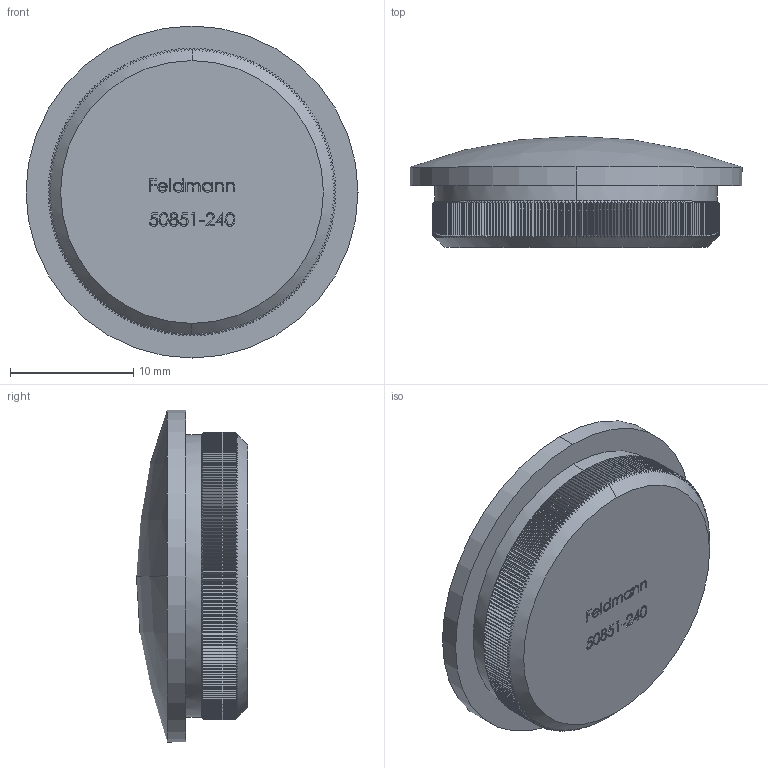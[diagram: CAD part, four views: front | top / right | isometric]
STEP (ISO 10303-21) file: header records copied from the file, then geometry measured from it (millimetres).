
FILE_DESCRIPTION (( 'STEP AP203' ), '1' );
FILE_NAME ('50851-240.step', '2018-12-03T10:30:33', ( '' ), ( '' ), 'SwSTEP 2.0', 'SolidWorks 2015', '' );
FILE_SCHEMA (( 'CONFIG_CONTROL_DESIGN' ));
Length unit declared in the file: millimetre
Products named in the file (1): 50851-240
Bounding box: 26.9 x 9 x 26.9 mm (x, y, z)
Volume: 3632 mm3; surface area: 1785 mm2
Topology: 1 solids, 1 shells, 1235 faces, 3118 edges, 1911 vertices
Faces by surface type: plane 622, cylinder 254, cone 252, bspline 105, sphere 2
Entity records: 43413 total; most frequent: CARTESIAN_POINT 15986, ORIENTED_EDGE 6236, DIRECTION 4932, EDGE_CURVE 3118, VERTEX_POINT 1911, AXIS2_PLACEMENT_3D 1893, EDGE_LOOP 1261, ADVANCED_FACE 1235
